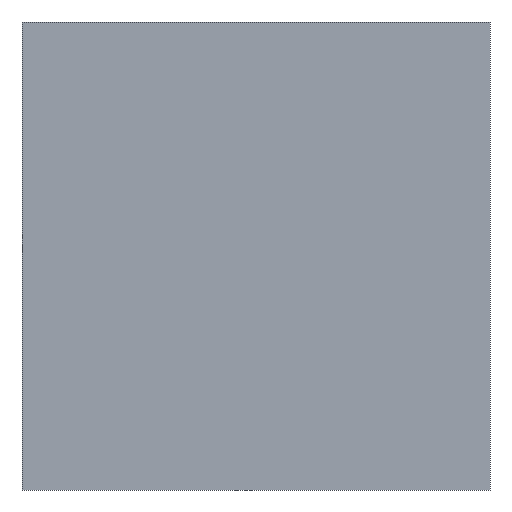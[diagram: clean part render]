
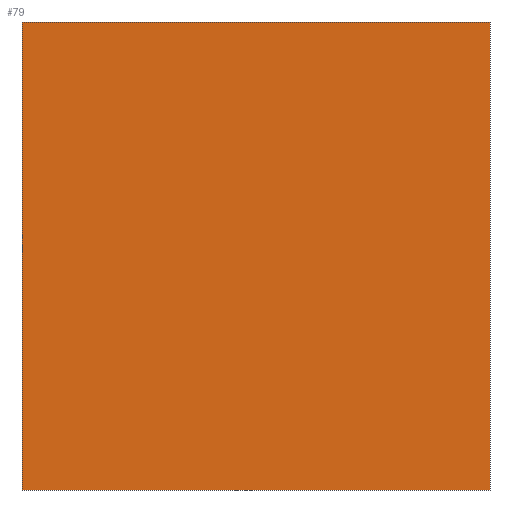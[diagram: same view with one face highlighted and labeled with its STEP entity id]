
A CAD part, front view. The second image highlights one B-rep face of the part: STEP entity #79.
In plain terms, the highlighted planar face has unit normal (0, -1, 0).
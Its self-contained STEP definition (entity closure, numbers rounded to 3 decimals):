
#19=FACE_OUTER_BOUND('',#24,.T.);
#24=EDGE_LOOP('',(#66,#67,#68,#69));
#27=LINE('',#132,#35);
#29=LINE('',#136,#37);
#30=LINE('',#139,#38);
#32=LINE('',#142,#40);
#35=VECTOR('',#111,10.);
#37=VECTOR('',#115,10.);
#38=VECTOR('',#118,10.);
#40=VECTOR('',#122,10.);
#42=VERTEX_POINT('',#128);
#43=VERTEX_POINT('',#130);
#44=VERTEX_POINT('',#134);
#45=VERTEX_POINT('',#138);
#48=EDGE_CURVE('',#43,#42,#27,.T.);
#50=EDGE_CURVE('',#44,#43,#29,.T.);
#51=EDGE_CURVE('',#42,#45,#30,.T.);
#53=EDGE_CURVE('',#45,#44,#32,.T.);
#66=ORIENTED_EDGE('',*,*,#51,.F.);
#67=ORIENTED_EDGE('',*,*,#48,.F.);
#68=ORIENTED_EDGE('',*,*,#50,.F.);
#69=ORIENTED_EDGE('',*,*,#53,.F.);
#74=PLANE('',#104);
#79=ADVANCED_FACE('',(#19),#74,.F.);
#104=AXIS2_PLACEMENT_3D('',#143,#123,#124);
#111=DIRECTION('',(-1.,0.,0.));
#115=DIRECTION('',(0.,0.,-1.));
#118=DIRECTION('',(0.,0.,1.));
#122=DIRECTION('',(1.,0.,0.));
#123=DIRECTION('center_axis',(0.,1.,0.));
#124=DIRECTION('ref_axis',(0.,0.,1.));
#128=CARTESIAN_POINT('',(-7.5,0.,-7.5));
#130=CARTESIAN_POINT('',(7.5,0.,-7.5));
#132=CARTESIAN_POINT('',(7.5,0.,-7.5));
#134=CARTESIAN_POINT('',(7.5,0.,7.5));
#136=CARTESIAN_POINT('',(7.5,0.,7.5));
#138=CARTESIAN_POINT('',(-7.5,0.,7.5));
#139=CARTESIAN_POINT('',(-7.5,0.,-7.5));
#142=CARTESIAN_POINT('',(-7.5,0.,7.5));
#143=CARTESIAN_POINT('Origin',(0.,0.,0.));
